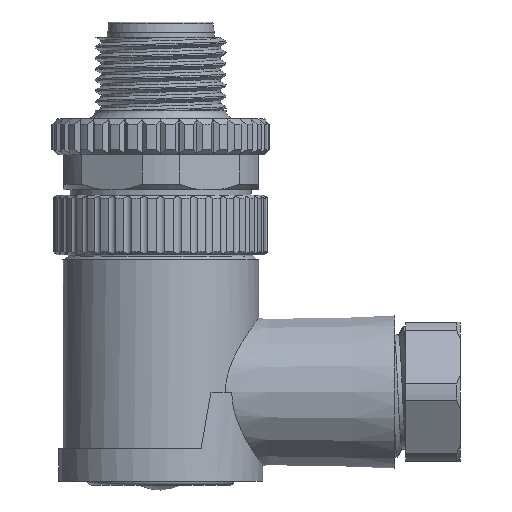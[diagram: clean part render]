
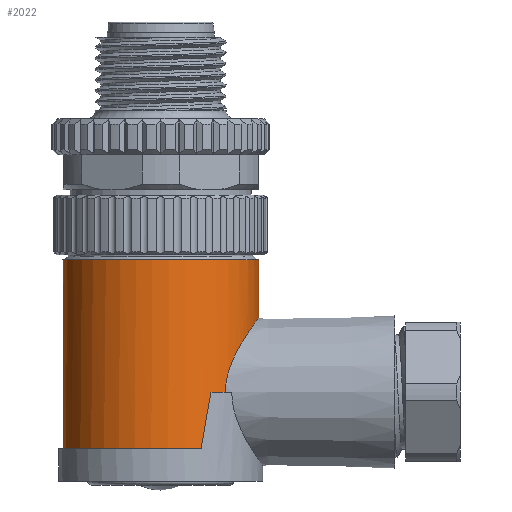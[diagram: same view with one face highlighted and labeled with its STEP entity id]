
A CAD part, left-side view. The second image highlights one B-rep face of the part: STEP entity #2022.
In plain terms, the highlighted cylindrical face has radius 9 mm (diameter 18 mm), a full revolution.
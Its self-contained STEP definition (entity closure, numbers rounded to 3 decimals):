
#102=ELLIPSE('',#7121,51.829,9.);
#103=ELLIPSE('',#7123,51.829,9.);
#399=B_SPLINE_CURVE_WITH_KNOTS('',3,(#14375,#14376,#14377,#14378,#14379,
#14380,#14381,#14382,#14383,#14384,#14385,#14386,#14387,#14388),
 .UNSPECIFIED.,.F.,.F.,(4,2,2,2,2,2,4),(0.,0.125,0.25,0.5,0.75,0.875,1.),
 .UNSPECIFIED.);
#1594=CYLINDRICAL_SURFACE('',#7127,9.);
#1676=FACE_BOUND('',#2834,.T.);
#1677=FACE_BOUND('',#2835,.T.);
#2022=ADVANCED_FACE('',(#1676,#1677),#1594,.T.);
#2834=EDGE_LOOP('',(#4578,#4579,#4580,#4581,#4582,#4583));
#2835=EDGE_LOOP('',(#4584));
#4578=ORIENTED_EDGE('',*,*,#6119,.F.);
#4579=ORIENTED_EDGE('',*,*,#6120,.F.);
#4580=ORIENTED_EDGE('',*,*,#6121,.F.);
#4581=ORIENTED_EDGE('',*,*,#6122,.F.);
#4582=ORIENTED_EDGE('',*,*,#6123,.T.);
#4583=ORIENTED_EDGE('',*,*,#6124,.F.);
#4584=ORIENTED_EDGE('',*,*,#6125,.F.);
#5230=VERTEX_POINT('',#14367);
#5231=VERTEX_POINT('',#14368);
#5232=VERTEX_POINT('',#14370);
#5233=VERTEX_POINT('',#14372);
#5234=VERTEX_POINT('',#14374);
#5235=VERTEX_POINT('',#14389);
#5236=VERTEX_POINT('',#14392);
#6119=EDGE_CURVE('',#5230,#5231,#102,.T.);
#6120=EDGE_CURVE('',#5232,#5230,#6470,.T.);
#6121=EDGE_CURVE('',#5233,#5232,#103,.T.);
#6122=EDGE_CURVE('',#5234,#5233,#6471,.T.);
#6123=EDGE_CURVE('',#5234,#5235,#399,.T.);
#6124=EDGE_CURVE('',#5231,#5235,#6472,.T.);
#6125=EDGE_CURVE('',#5236,#5236,#6473,.T.);
#6470=CIRCLE('',#7122,9.);
#6471=CIRCLE('',#7124,9.);
#6472=CIRCLE('',#7125,9.);
#6473=CIRCLE('',#7126,9.);
#7121=AXIS2_PLACEMENT_3D('',#14366,#8711,#8712);
#7122=AXIS2_PLACEMENT_3D('',#14369,#8713,#8714);
#7123=AXIS2_PLACEMENT_3D('',#14371,#8715,#8716);
#7124=AXIS2_PLACEMENT_3D('',#14373,#8717,#8718);
#7125=AXIS2_PLACEMENT_3D('',#14390,#8719,#8720);
#7126=AXIS2_PLACEMENT_3D('',#14391,#8721,#8722);
#7127=AXIS2_PLACEMENT_3D('',#14393,#8723,#8724);
#8711=DIRECTION('',(0.,-0.985,-0.174));
#8712=DIRECTION('',(0.,0.174,-0.985));
#8713=DIRECTION('',(0.,0.,-1.));
#8714=DIRECTION('',(1.,0.,0.));
#8715=DIRECTION('',(0.,-0.985,-0.174));
#8716=DIRECTION('',(0.,0.174,-0.985));
#8717=DIRECTION('',(0.,0.,-1.));
#8718=DIRECTION('',(1.,0.,0.));
#8719=DIRECTION('',(0.,0.,-1.));
#8720=DIRECTION('',(1.,0.,0.));
#8721=DIRECTION('',(0.,0.,1.));
#8722=DIRECTION('',(1.,0.,0.));
#8723=DIRECTION('',(0.,0.,-1.));
#8724=DIRECTION('',(-1.,0.,0.));
#14366=CARTESIAN_POINT('',(0.,0.,-60.201));
#14367=CARTESIAN_POINT('',(8.203,-3.703,-39.2));
#14368=CARTESIAN_POINT('',(7.724,-4.62,-34.));
#14369=CARTESIAN_POINT('',(0.,0.,-39.2));
#14370=CARTESIAN_POINT('',(-8.203,-3.703,-39.2));
#14371=CARTESIAN_POINT('',(0.,0.,-60.201));
#14372=CARTESIAN_POINT('',(-7.724,-4.62,-34.));
#14373=CARTESIAN_POINT('',(0.,0.,-34.));
#14374=CARTESIAN_POINT('',(-6.754,-5.949,-34.));
#14375=CARTESIAN_POINT('',(-6.754,-5.949,-34.));
#14376=CARTESIAN_POINT('',(-6.754,-5.949,-33.076));
#14377=CARTESIAN_POINT('',(-6.558,-6.181,-32.152));
#14378=CARTESIAN_POINT('',(-5.882,-6.828,-30.538));
#14379=CARTESIAN_POINT('',(-5.407,-7.229,-29.829));
#14380=CARTESIAN_POINT('',(-3.627,-8.356,-28.008));
#14381=CARTESIAN_POINT('',(-1.87,-8.997,-27.197));
#14382=CARTESIAN_POINT('',(1.844,-9.003,-27.19));
#14383=CARTESIAN_POINT('',(3.621,-8.359,-28.004));
#14384=CARTESIAN_POINT('',(5.405,-7.231,-29.826));
#14385=CARTESIAN_POINT('',(5.881,-6.828,-30.538));
#14386=CARTESIAN_POINT('',(6.555,-6.185,-32.142));
#14387=CARTESIAN_POINT('',(6.754,-5.949,-33.068));
#14388=CARTESIAN_POINT('',(6.754,-5.949,-34.));
#14389=CARTESIAN_POINT('',(6.754,-5.949,-34.));
#14390=CARTESIAN_POINT('',(0.,0.,-34.));
#14391=CARTESIAN_POINT('',(0.,0.,-21.85));
#14392=CARTESIAN_POINT('',(9.,0.,-21.85));
#14393=CARTESIAN_POINT('',(0.,0.,-21.85));
